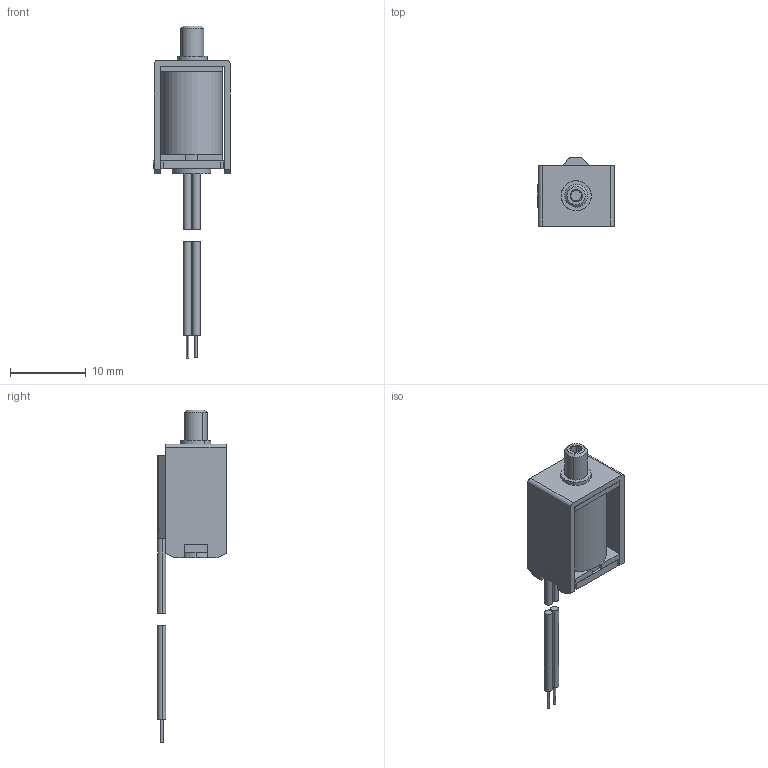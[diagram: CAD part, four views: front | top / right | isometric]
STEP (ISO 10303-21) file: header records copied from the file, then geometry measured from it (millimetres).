
FILE_DESCRIPTION (( 'STEP AP203' ), '1' );
FILE_NAME ('KSV04A-3C.STEP', '2018-03-29T07:12:53', ( 'user' ), ( 'Microsoft' ), 'SwSTEP 2.0', 'SolidWorks 2017', '' );
FILE_SCHEMA (( 'CONFIG_CONTROL_DESIGN' ));
Length unit declared in the file: millimetre
Products named in the file (8): ?･]1; ､ﾞ?; KSV04A-3C; 骨架SV04AB; ?ｪ膣V04APL1-1; 外框SV04AFM1; ?¼LSV04APL2-1; ?､V04AFM2
Assembly tree (8 placements, depth 2):
  KSV04A-3C
    骨架SV04AB
    ?ｪ膣V04APL1-1
    外框SV04AFM1
    ?¼LSV04APL2-1
    ?､V04AFM2
    ?･]1
    ､ﾞ?  x2
Bounding box: 10.05 x 9.06 x 43.8 mm (x, y, z)
Volume: 1534.5 mm3; surface area: 2040.8 mm2
Topology: 10 solids, 10 shells, 137 faces, 335 edges, 222 vertices
Faces by surface type: plane 90, cylinder 43, cone 4
Entity records: 4679 total; most frequent: DIRECTION 677, CARTESIAN_POINT 664, ORIENTED_EDGE 634, EDGE_CURVE 317, VECTOR 231, LINE 231, AXIS2_PLACEMENT_3D 223, VERTEX_POINT 210
